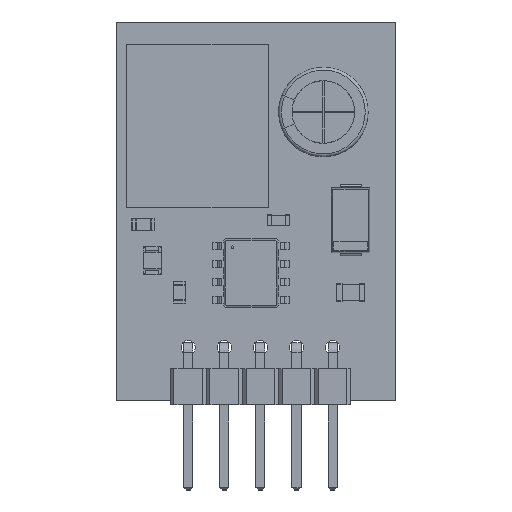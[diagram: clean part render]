
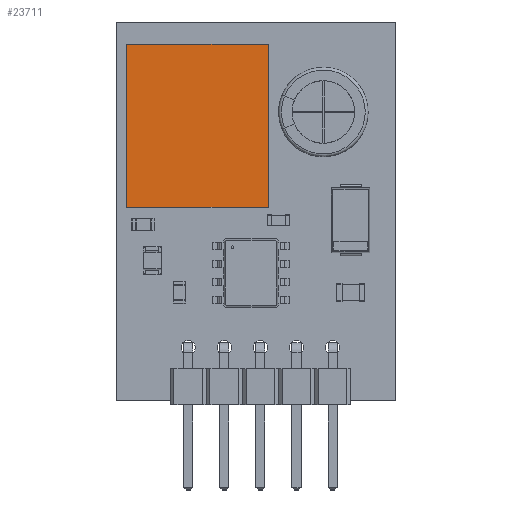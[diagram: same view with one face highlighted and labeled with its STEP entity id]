
A CAD part, top view. The second image highlights one B-rep face of the part: STEP entity #23711.
In plain terms, the highlighted planar face has unit normal (0, 0, 1).
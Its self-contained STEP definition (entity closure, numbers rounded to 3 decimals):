
#23412 = PLANE('',#23413);
#23413 = AXIS2_PLACEMENT_3D('',#23414,#23415,#23416);
#23414 = CARTESIAN_POINT('',(-5.75,5.,0.));
#23415 = DIRECTION('',(-1.,0.,0.));
#23416 = DIRECTION('',(0.,-1.,0.));
#23437 = VERTEX_POINT('',#23438);
#23438 = CARTESIAN_POINT('',(-5.75,-5.,3.8));
#23452 = PLANE('',#23453);
#23453 = AXIS2_PLACEMENT_3D('',#23454,#23455,#23456);
#23454 = CARTESIAN_POINT('',(-5.75,-5.,0.));
#23455 = DIRECTION('',(0.,-1.,0.));
#23456 = DIRECTION('',(1.,0.,0.));
#23464 = EDGE_CURVE('',#23465,#23437,#23467,.T.);
#23465 = VERTEX_POINT('',#23466);
#23466 = CARTESIAN_POINT('',(-5.75,5.,3.8));
#23467 = SURFACE_CURVE('',#23468,(#23472,#23479),.PCURVE_S1.);
#23468 = LINE('',#23469,#23470);
#23469 = CARTESIAN_POINT('',(-5.75,-5.,3.8));
#23470 = VECTOR('',#23471,1.);
#23471 = DIRECTION('',(0.,-1.,0.));
#23472 = PCURVE('',#23412,#23473);
#23473 = DEFINITIONAL_REPRESENTATION('',(#23474),#23478);
#23474 = LINE('',#23475,#23476);
#23475 = CARTESIAN_POINT('',(10.,3.8));
#23476 = VECTOR('',#23477,1.);
#23477 = DIRECTION('',(1.,0.));
#23478 = ( GEOMETRIC_REPRESENTATION_CONTEXT(2) 
PARAMETRIC_REPRESENTATION_CONTEXT() REPRESENTATION_CONTEXT('2D SPACE',''
  ) );
#23479 = PCURVE('',#23480,#23485);
#23480 = PLANE('',#23481);
#23481 = AXIS2_PLACEMENT_3D('',#23482,#23483,#23484);
#23482 = CARTESIAN_POINT('',(0.,0.,3.8));
#23483 = DIRECTION('',(0.,0.,1.));
#23484 = DIRECTION('',(1.,0.,-0.));
#23485 = DEFINITIONAL_REPRESENTATION('',(#23486),#23490);
#23486 = LINE('',#23487,#23488);
#23487 = CARTESIAN_POINT('',(-5.75,-5.));
#23488 = VECTOR('',#23489,1.);
#23489 = DIRECTION('',(0.,-1.));
#23490 = ( GEOMETRIC_REPRESENTATION_CONTEXT(2) 
PARAMETRIC_REPRESENTATION_CONTEXT() REPRESENTATION_CONTEXT('2D SPACE',''
  ) );
#23506 = PLANE('',#23507);
#23507 = AXIS2_PLACEMENT_3D('',#23508,#23509,#23510);
#23508 = CARTESIAN_POINT('',(5.75,5.,0.));
#23509 = DIRECTION('',(0.,1.,0.));
#23510 = DIRECTION('',(-1.,0.,0.));
#23545 = EDGE_CURVE('',#23546,#23465,#23548,.T.);
#23546 = VERTEX_POINT('',#23547);
#23547 = CARTESIAN_POINT('',(5.75,5.,3.8));
#23548 = SURFACE_CURVE('',#23549,(#23553,#23560),.PCURVE_S1.);
#23549 = LINE('',#23550,#23551);
#23550 = CARTESIAN_POINT('',(-5.75,5.,3.8));
#23551 = VECTOR('',#23552,1.);
#23552 = DIRECTION('',(-1.,0.,0.));
#23553 = PCURVE('',#23506,#23554);
#23554 = DEFINITIONAL_REPRESENTATION('',(#23555),#23559);
#23555 = LINE('',#23556,#23557);
#23556 = CARTESIAN_POINT('',(11.5,3.8));
#23557 = VECTOR('',#23558,1.);
#23558 = DIRECTION('',(1.,0.));
#23559 = ( GEOMETRIC_REPRESENTATION_CONTEXT(2) 
PARAMETRIC_REPRESENTATION_CONTEXT() REPRESENTATION_CONTEXT('2D SPACE',''
  ) );
#23560 = PCURVE('',#23480,#23561);
#23561 = DEFINITIONAL_REPRESENTATION('',(#23562),#23566);
#23562 = LINE('',#23563,#23564);
#23563 = CARTESIAN_POINT('',(-5.75,5.));
#23564 = VECTOR('',#23565,1.);
#23565 = DIRECTION('',(-1.,0.));
#23566 = ( GEOMETRIC_REPRESENTATION_CONTEXT(2) 
PARAMETRIC_REPRESENTATION_CONTEXT() REPRESENTATION_CONTEXT('2D SPACE',''
  ) );
#23582 = PLANE('',#23583);
#23583 = AXIS2_PLACEMENT_3D('',#23584,#23585,#23586);
#23584 = CARTESIAN_POINT('',(5.75,-5.,0.));
#23585 = DIRECTION('',(1.,0.,0.));
#23586 = DIRECTION('',(-0.,1.,0.));
#23621 = EDGE_CURVE('',#23622,#23546,#23624,.T.);
#23622 = VERTEX_POINT('',#23623);
#23623 = CARTESIAN_POINT('',(5.75,-5.,3.8));
#23624 = SURFACE_CURVE('',#23625,(#23629,#23636),.PCURVE_S1.);
#23625 = LINE('',#23626,#23627);
#23626 = CARTESIAN_POINT('',(5.75,5.,3.8));
#23627 = VECTOR('',#23628,1.);
#23628 = DIRECTION('',(0.,1.,0.));
#23629 = PCURVE('',#23582,#23630);
#23630 = DEFINITIONAL_REPRESENTATION('',(#23631),#23635);
#23631 = LINE('',#23632,#23633);
#23632 = CARTESIAN_POINT('',(10.,3.8));
#23633 = VECTOR('',#23634,1.);
#23634 = DIRECTION('',(1.,0.));
#23635 = ( GEOMETRIC_REPRESENTATION_CONTEXT(2) 
PARAMETRIC_REPRESENTATION_CONTEXT() REPRESENTATION_CONTEXT('2D SPACE',''
  ) );
#23636 = PCURVE('',#23480,#23637);
#23637 = DEFINITIONAL_REPRESENTATION('',(#23638),#23642);
#23638 = LINE('',#23639,#23640);
#23639 = CARTESIAN_POINT('',(5.75,5.));
#23640 = VECTOR('',#23641,1.);
#23641 = DIRECTION('',(0.,1.));
#23642 = ( GEOMETRIC_REPRESENTATION_CONTEXT(2) 
PARAMETRIC_REPRESENTATION_CONTEXT() REPRESENTATION_CONTEXT('2D SPACE',''
  ) );
#23690 = EDGE_CURVE('',#23437,#23622,#23691,.T.);
#23691 = SURFACE_CURVE('',#23692,(#23696,#23703),.PCURVE_S1.);
#23692 = LINE('',#23693,#23694);
#23693 = CARTESIAN_POINT('',(5.75,-5.,3.8));
#23694 = VECTOR('',#23695,1.);
#23695 = DIRECTION('',(1.,0.,0.));
#23696 = PCURVE('',#23452,#23697);
#23697 = DEFINITIONAL_REPRESENTATION('',(#23698),#23702);
#23698 = LINE('',#23699,#23700);
#23699 = CARTESIAN_POINT('',(11.5,3.8));
#23700 = VECTOR('',#23701,1.);
#23701 = DIRECTION('',(1.,0.));
#23702 = ( GEOMETRIC_REPRESENTATION_CONTEXT(2) 
PARAMETRIC_REPRESENTATION_CONTEXT() REPRESENTATION_CONTEXT('2D SPACE',''
  ) );
#23703 = PCURVE('',#23480,#23704);
#23704 = DEFINITIONAL_REPRESENTATION('',(#23705),#23709);
#23705 = LINE('',#23706,#23707);
#23706 = CARTESIAN_POINT('',(5.75,-5.));
#23707 = VECTOR('',#23708,1.);
#23708 = DIRECTION('',(1.,0.));
#23709 = ( GEOMETRIC_REPRESENTATION_CONTEXT(2) 
PARAMETRIC_REPRESENTATION_CONTEXT() REPRESENTATION_CONTEXT('2D SPACE',''
  ) );
#23711 = ADVANCED_FACE('',(#23712),#23480,.T.);
#23712 = FACE_BOUND('',#23713,.T.);
#23713 = EDGE_LOOP('',(#23714,#23715,#23716,#23717));
#23714 = ORIENTED_EDGE('',*,*,#23690,.T.);
#23715 = ORIENTED_EDGE('',*,*,#23621,.T.);
#23716 = ORIENTED_EDGE('',*,*,#23545,.T.);
#23717 = ORIENTED_EDGE('',*,*,#23464,.T.);
